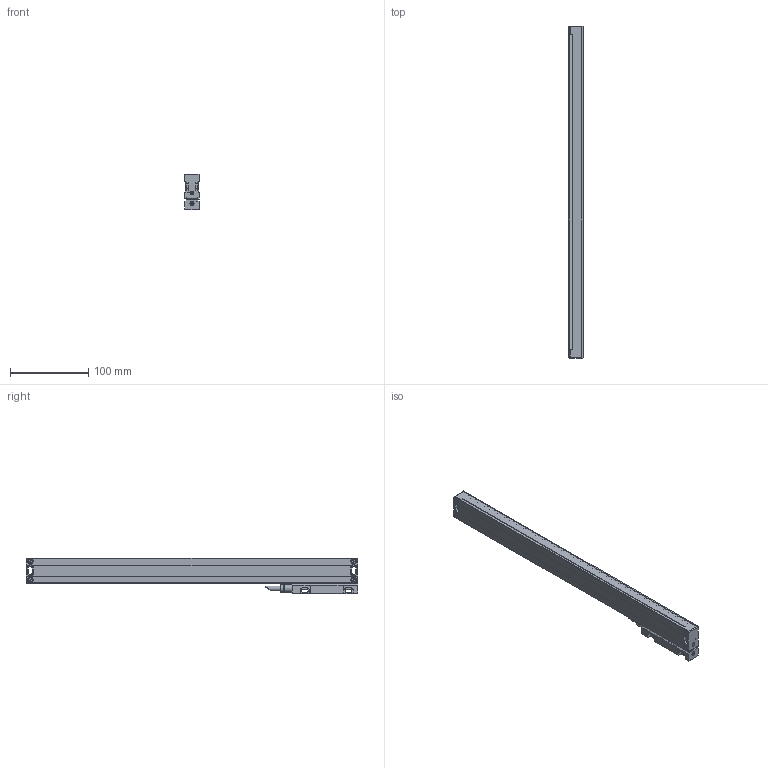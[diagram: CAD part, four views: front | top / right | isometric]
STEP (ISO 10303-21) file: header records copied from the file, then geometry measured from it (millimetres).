
FILE_DESCRIPTION(/* description */ (''),/* implementation_level */ '2;1');
FILE_NAME(/* name */ 'LK18-ML320.stp',/* time_stamp */ '2025-03-14T12:43:42+02:00',/* author */ ('DonatasG'),/* organization */ (''),/* preprocessor_version */ 'ST-DEVELOPER v20',/* originating_system */ 'Autodesk Inventor 2025',/* authorisation */ '');
FILE_SCHEMA (('AUTOMOTIVE_DESIGN { 1 0 10303 214 3 1 1 }'));
Length unit declared in the file: inch
Products named in the file (1): LK18-ML320
Bounding box: 18 x 425 x 46 mm (x, y, z)
Volume: 101099.3 mm3; surface area: 116287.7 mm2
Topology: 1 solids, 17 shells, 728 faces, 1925 edges, 1263 vertices
Faces by surface type: plane 476, cylinder 157, cone 83, torus 10, bspline 2
Full cylindrical faces by diameter (mm): 1.411 x2, 1.5 x2, 1.6 x4, 2 x11, 2.36 x1, 2.459 x5, 2.5 x2, 3 x8, 3.2 x1, 3.242 x2, 3.3 x1, 3.5 x1, 3.8 x2, 4 x8, 4.134 x3, 5.5 x5, 6.2 x2, 7 x2, 8 x2, 10 x2
Entity records: 23606 total; most frequent: CARTESIAN_POINT 4562, ORIENTED_EDGE 3836, DIRECTION 3778, EDGE_CURVE 1918, LINE 1360, VECTOR 1360, VERTEX_POINT 1263, AXIS2_PLACEMENT_3D 1209
